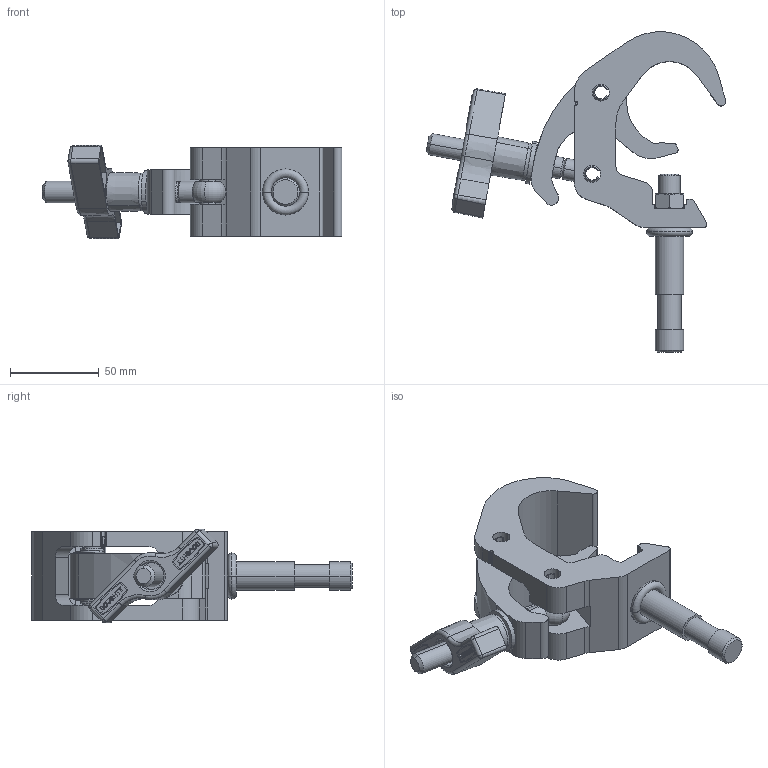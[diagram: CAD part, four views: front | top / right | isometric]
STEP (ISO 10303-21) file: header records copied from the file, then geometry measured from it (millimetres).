
FILE_DESCRIPTION (( 'STEP AP203' ), '1' );
FILE_NAME ('T58250.STEP', '2023-01-31T08:26:40', ( '' ), ( '' ), 'SwSTEP 2.0', 'SolidWorks 2022', '' );
FILE_SCHEMA (( 'CONFIG_CONTROL_DESIGN' ));
Length unit declared in the file: millimetre
Products named in the file (14): TH2020_25MM WIDE; TH2019_50 MM WIDE; T58250; TH1977_TH1977; TH733; A Washer_Bright washer BS 4320 - M12 (Form A); TH1978_TH1978; G1188; S1190_For T58200; T78052; S3053; Hex Nut Style 1 GradeAB_Doughty Fastners_BS EN 24032 - M10 - D - S; S0123; F790
Assembly tree (14 placements, depth 3):
  T58250
    TH1977_TH1977
      TH2019_50 MM WIDE
    TH1978_TH1978
      TH2020_25MM WIDE
    F790  x2
    S1190_For T58200
    T78052
      TH733
      A Washer_Bright washer BS 4320 - M12 (Form A)
      S0123
    S3053
    G1188
    Hex Nut Style 1 GradeAB_Doughty Fastners_BS EN 24032 - M10 - D - S
Bounding box: 168.37 x 179.88 x 52.78 mm (x, y, z)
Volume: 228413.6 mm3; surface area: 72861.4 mm2
Topology: 11 solids, 11 shells, 584 faces, 1519 edges, 969 vertices
Faces by surface type: plane 221, cylinder 175, bspline 90, cone 80, torus 18
Entity records: 26015 total; most frequent: CARTESIAN_POINT 10898, ORIENTED_EDGE 2954, DIRECTION 2679, EDGE_CURVE 1477, VERTEX_POINT 945, AXIS2_PLACEMENT_3D 940, VECTOR 799, LINE 799
